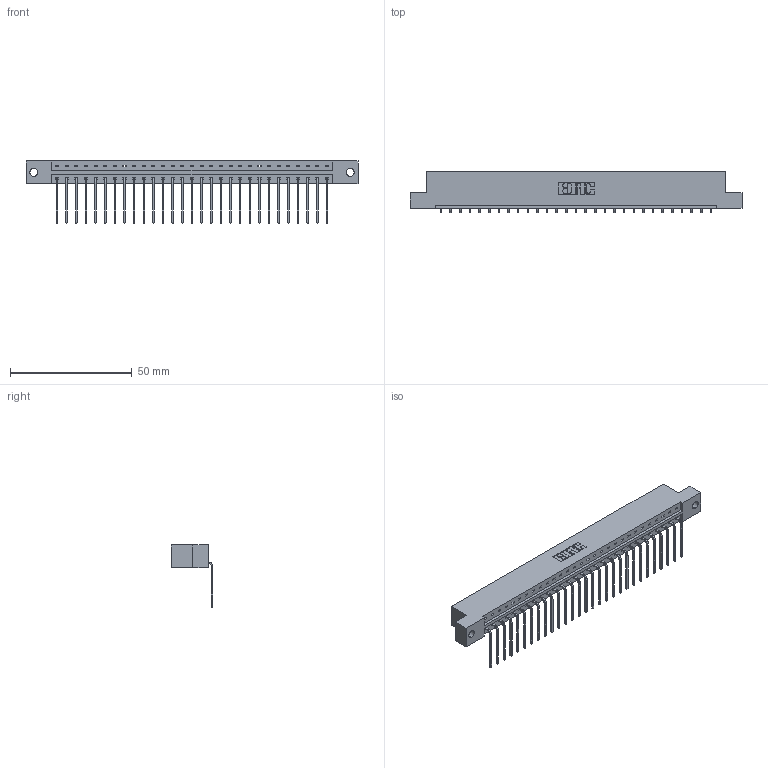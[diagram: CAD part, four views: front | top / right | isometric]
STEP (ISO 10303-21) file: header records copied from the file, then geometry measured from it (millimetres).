
FILE_DESCRIPTION (( 'STEP AP203' ), '1' );
FILE_NAME ('833-029-559-102.STEP', '2020-06-02T11:32:06', ( '' ), ( '' ), 'SwSTEP 2.0', 'SolidWorks 2020', '' );
FILE_SCHEMA (( 'CONFIG_CONTROL_DESIGN' ));
Length unit declared in the file: inch
Products named in the file (3): 833 Part_Flush - .128 Dia; 345-292-001_558 559 Tail - 1; 833-029-559-102
Assembly tree (30 placements, depth 2):
  833-029-559-102
    833 Part_Flush - .128 Dia
    345-292-001_558 559 Tail - 1  x29
Bounding box: 136.45 x 17.09 x 25.53 mm (x, y, z)
Volume: 13678.7 mm3; surface area: 15035.3 mm2
Topology: 30 solids, 30 shells, 1854 faces, 5589 edges, 3686 vertices
Faces by surface type: plane 1346, cylinder 508
Entity records: 19497 total; most frequent: CARTESIAN_POINT 3373, ORIENTED_EDGE 3338, DIRECTION 2871, EDGE_CURVE 1669, LINE 1541, VECTOR 1541, VERTEX_POINT 1110, AXIS2_PLACEMENT_3D 665
